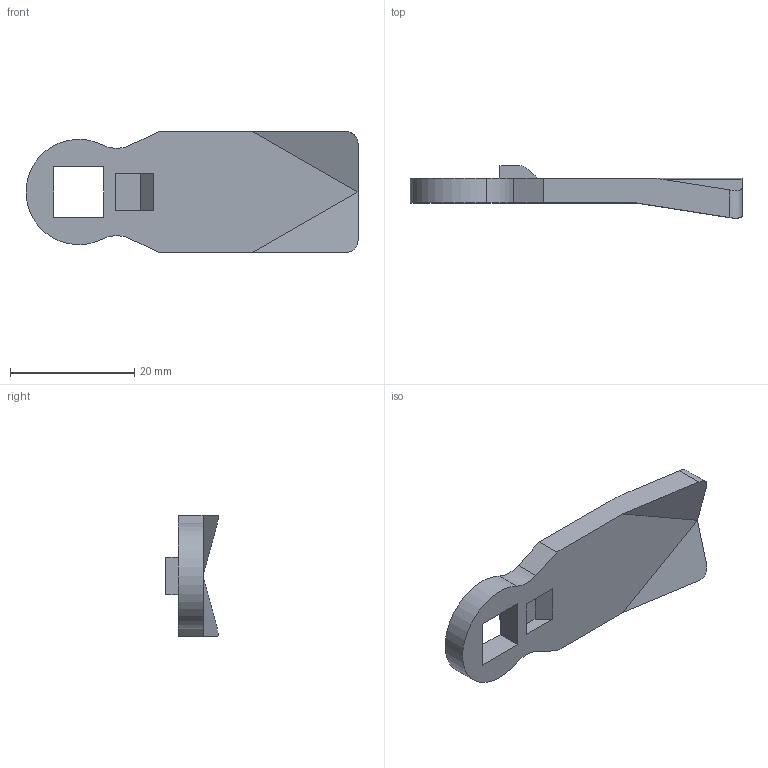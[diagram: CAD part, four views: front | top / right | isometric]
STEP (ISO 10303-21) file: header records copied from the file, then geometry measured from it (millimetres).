
FILE_DESCRIPTION( ( 'STEP AP214' ), '1' );
FILE_NAME( 'K1114.145X1800.stp', '2020-12-10T10:00:48', ( '' ), ( '' ), ' ', 'PARTsolutions', ' ' );
FILE_SCHEMA( ( 'AUTOMOTIVE_DESIGN { 1 0 10303 214 1 1 1 1 }' ) );
Length unit declared in the file: millimetre
Products named in the file (2): K1114.145X1800; _K1114.145X180
Assembly tree (1 placements, depth 2):
  K1114.145X1800
    _K1114.145X180
Bounding box: 53.5 x 8.44 x 19.5 mm (x, y, z)
Volume: 3576.5 mm3; surface area: 2539.2 mm2
Topology: 1 solids, 1 shells, 33 faces, 86 edges, 57 vertices
Faces by surface type: plane 25, cylinder 8
Entity records: 1314 total; most frequent: CARTESIAN_POINT 178, DIRECTION 172, ORIENTED_EDGE 172, EDGE_CURVE 86, LINE 70, VECTOR 70, VERTEX_POINT 57, AXIS2_PLACEMENT_3D 51
